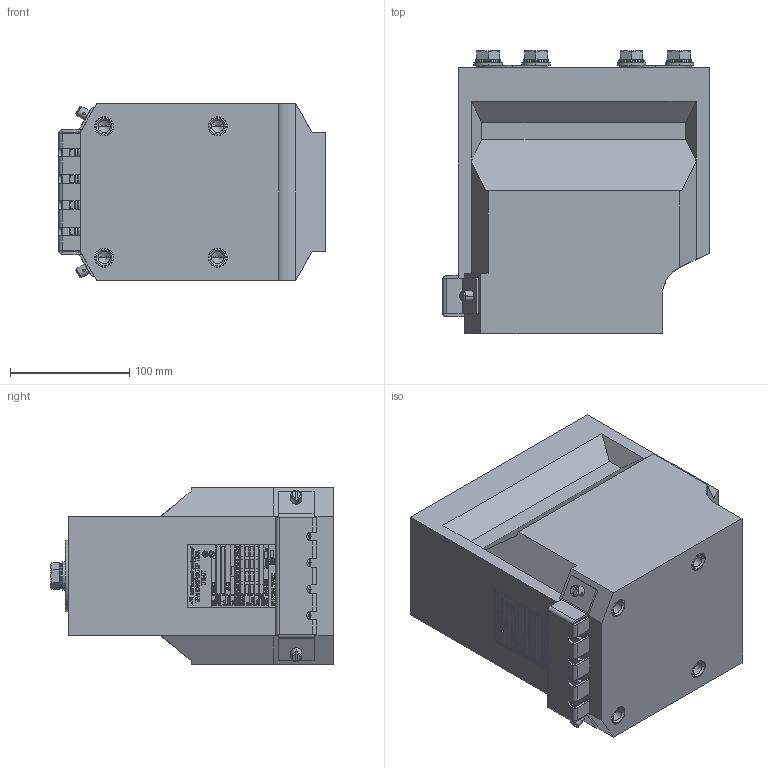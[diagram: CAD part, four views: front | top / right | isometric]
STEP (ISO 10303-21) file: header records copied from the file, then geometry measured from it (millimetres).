
FILE_DESCRIPTION (( 'STEP AP214' ), '1' );
FILE_NAME ('ﾒﾋﾊ-ﾑﾒ-10-15 (5ﾀ-1500ﾀ).STEP', '2023-06-02T04:32:58', ( '' ), ( '' ), 'SwSTEP 2.0', 'SolidWorks 2014', '' );
FILE_SCHEMA (( 'AUTOMOTIVE_DESIGN' ));
Length unit declared in the file: millimetre
Products named in the file (18): ﾘ琺矜 DIN 125 ﾀ_6.01.019; ﾘ琺矜 DIN 125 ﾀ_12.01.019; 屡扔.758181.002 妈眚 镫铎徼痤忸黜; ÂÅÈÓ.735314.030 Êðûøêà çàùèòíàÿ_-00; ÂÅÈÓ.754312.182À Òàáëè÷êà òåõíè÷åñêèõ äàííûõ ÒËÊ-ÑÒ_-00; ÂÅÈÓ.671213.554 Ñáîðêà ñ çàëèâêîé ÒËÊ-ÑÒ-10-15_600-1500€; Êîìïàóíä^ÂÅÈÓ.671213.554 Ñáîðêà ñ çàëèâêîé ÒËÊ-ÑÒ-10-15_-03; ÂÅÈÓ.758472.015 Ãàéêà; ÂÅÈÓ.758472.006 Ãàéêà ñïåöèàëüíàÿ_00; ÂÅÈÓ.671213.341 Àêòèâíàÿ ÷àñòü ÒËÊ-ÑÒ-10-15_600-1500 €; Ëåíòà êëåéêàÿ äâóõñòîðîííÿÿ^ÂÅÈÓ.671213.341 Àêòèâíàÿ ÷àñòü ÒËÊ-ÑÒ-10-15; 屡扔.757465.006 袜觐礤黜桕; 屡扔.758472.007 绵殛郷-01; ﾒﾋﾊ-ﾑﾒ-10-15 (5ﾀ-1500ﾀ); Áîëò DIN 933_6å12; Áîëò DIN 933_12å30 ; ﾘ琺矜 DIN 127 B_12; ﾘ琺矜 DIN 127 B_6
Assembly tree (48 placements, depth 4):
  ﾒﾋﾊ-ﾑﾒ-10-15 (5ﾀ-1500ﾀ)
    ÂÅÈÓ.671213.554 Ñáîðêà ñ çàëèâêîé ÒËÊ-ÑÒ-10-15_600-1500€
      ÂÅÈÓ.671213.341 Àêòèâíàÿ ÷àñòü ÒËÊ-ÑÒ-10-15_600-1500 €
        屡扔.758472.007 绵殛郷-01  x4
        屡扔.757465.006 袜觐礤黜桕  x4
        Ëåíòà êëåéêàÿ äâóõñòîðîííÿÿ^ÂÅÈÓ.671213.341 Àêòèâíàÿ ÷àñòü ÒËÊ-ÑÒ-10-15  x3
      ÂÅÈÓ.758472.006 Ãàéêà ñïåöèàëüíàÿ_00  x4
      ÂÅÈÓ.758472.015 Ãàéêà  x2
      Êîìïàóíä^ÂÅÈÓ.671213.554 Ñáîðêà ñ çàëèâêîé ÒËÊ-ÑÒ-10-15_-03
    ÂÅÈÓ.754312.182À Òàáëè÷êà òåõíè÷åñêèõ äàííûõ ÒËÊ-ÑÒ_-00
    ÂÅÈÓ.735314.030 Êðûøêà çàùèòíàÿ_-00
    屡扔.758181.002 妈眚 镫铎徼痤忸黜  x2
    ﾘ琺矜 DIN 125 ﾀ_12.01.019  x4
    ﾘ琺矜 DIN 125 ﾀ_6.01.019  x4
    ﾘ琺矜 DIN 127 B_6  x4
    ﾘ琺矜 DIN 127 B_12  x4
    Áîëò DIN 933_12å30   x4
    Áîëò DIN 933_6å12  x4
Bounding box: 223 x 236.5 x 148 mm (x, y, z)
Volume: 4363244.1 mm3; surface area: 760407 mm2
Topology: 54 solids, 57 shells, 4479 faces, 11470 edges, 7466 vertices
Faces by surface type: plane 2468, bspline 1066, cylinder 556, cone 215, torus 174
Entity records: 204443 total; most frequent: CARTESIAN_POINT 83973, ORIENTED_EDGE 20452, DIRECTION 14832, EDGE_CURVE 10226, VECTOR 6884, LINE 6884, VERTEX_POINT 6710, EDGE_LOOP 4348
